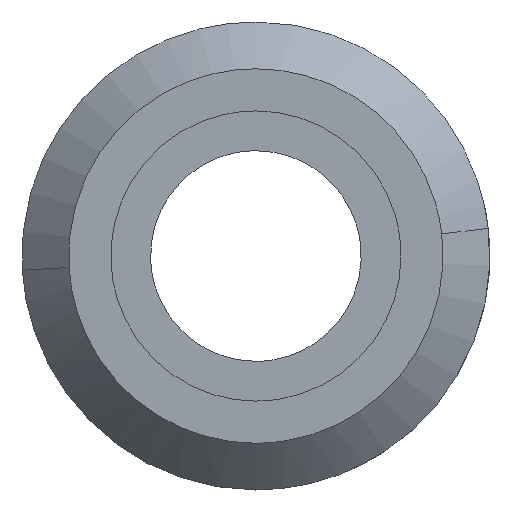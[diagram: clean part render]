
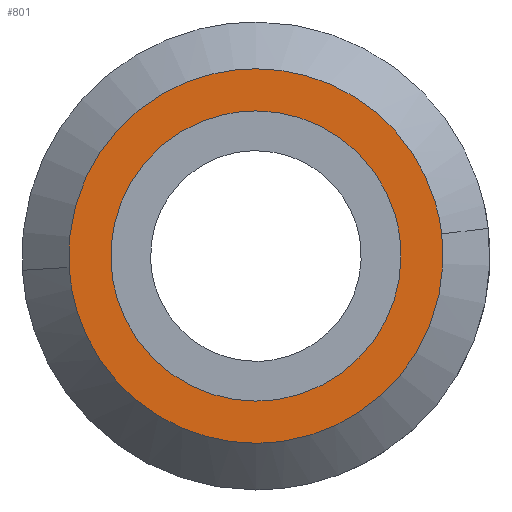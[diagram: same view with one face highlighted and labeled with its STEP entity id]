
A CAD part, front view. The second image highlights one B-rep face of the part: STEP entity #801.
In plain terms, the highlighted free-form (B-spline) face has degree [1, 1] with [2, 2] control points.
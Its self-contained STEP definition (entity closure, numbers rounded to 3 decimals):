
#491=CARTESIAN_POINT('',(-3.094,-1.0,-0.189));
#492=VERTEX_POINT('',#491);
#498=CARTESIAN_POINT('',(0.0,-1.0,-3.1));
#499=VERTEX_POINT('',#498);
#500=CARTESIAN_POINT('',(0.0,-1.0,-3.1));
#501=CARTESIAN_POINT('',(-2.916,-1.0,-3.1));
#502=CARTESIAN_POINT('',(-3.094,-1.0,-0.189));
#510=(BOUNDED_CURVE()B_SPLINE_CURVE(2,(#500,#501,#502),.UNSPECIFIED.,.F.,.U.)B_SPLINE_CURVE_WITH_KNOTS((3,3),(0.5,0.739),.UNSPECIFIED.)CURVE()GEOMETRIC_REPRESENTATION_ITEM()RATIONAL_B_SPLINE_CURVE((1.0,0.72,0.976))REPRESENTATION_ITEM(''));
#511=EDGE_CURVE('',#499,#492,#510,.T.);
#513=CARTESIAN_POINT('',(3.078,-1.0,0.366));
#514=VERTEX_POINT('',#513);
#515=CARTESIAN_POINT('',(3.078,-1.0,0.366));
#516=CARTESIAN_POINT('',(3.1,-1.0,0.184));
#517=CARTESIAN_POINT('',(3.1,-1.0,0.0));
#518=CARTESIAN_POINT('',(3.1,-1.0,-3.1));
#519=CARTESIAN_POINT('',(0.0,-1.0,-3.1));
#527=(BOUNDED_CURVE()B_SPLINE_CURVE(2,(#515,#516,#517,#518,#519),.UNSPECIFIED.,.F.,.U.)B_SPLINE_CURVE_WITH_KNOTS((3,2,3),(0.23,0.25,0.5),.UNSPECIFIED.)CURVE()GEOMETRIC_REPRESENTATION_ITEM()RATIONAL_B_SPLINE_CURVE((0.956,0.976,1.0,0.707,1.0))REPRESENTATION_ITEM(''));
#528=EDGE_CURVE('',#514,#499,#527,.T.);
#572=CARTESIAN_POINT('',(0.0,-1.0,3.1));
#573=VERTEX_POINT('',#572);
#574=CARTESIAN_POINT('',(0.0,-1.0,3.1));
#575=CARTESIAN_POINT('',(2.753,-1.0,3.1));
#576=CARTESIAN_POINT('',(3.078,-1.0,0.366));
#584=(BOUNDED_CURVE()B_SPLINE_CURVE(2,(#574,#575,#576),.UNSPECIFIED.,.F.,.U.)B_SPLINE_CURVE_WITH_KNOTS((3,3),(0.0,0.23),.UNSPECIFIED.)CURVE()GEOMETRIC_REPRESENTATION_ITEM()RATIONAL_B_SPLINE_CURVE((1.0,0.731,0.956))REPRESENTATION_ITEM(''));
#585=EDGE_CURVE('',#573,#514,#584,.T.);
#587=CARTESIAN_POINT('',(-3.094,-1.0,-0.189));
#588=CARTESIAN_POINT('',(-3.1,-1.0,-0.095));
#589=CARTESIAN_POINT('',(-3.1,-1.0,0.0));
#590=CARTESIAN_POINT('',(-3.1,-1.0,3.1));
#591=CARTESIAN_POINT('',(0.0,-1.0,3.1));
#599=(BOUNDED_CURVE()B_SPLINE_CURVE(2,(#587,#588,#589,#590,#591),.UNSPECIFIED.,.F.,.U.)B_SPLINE_CURVE_WITH_KNOTS((3,2,3),(0.739,0.75,1.0),.UNSPECIFIED.)CURVE()GEOMETRIC_REPRESENTATION_ITEM()RATIONAL_B_SPLINE_CURVE((0.976,0.988,1.0,0.707,1.0))REPRESENTATION_ITEM(''));
#600=EDGE_CURVE('',#492,#573,#599,.T.);
#643=CARTESIAN_POINT('',(3.972,-1.,0.472));
#644=VERTEX_POINT('',#643);
#645=CARTESIAN_POINT('',(0.0,-1.0,-4.0));
#646=VERTEX_POINT('',#645);
#647=CARTESIAN_POINT('',(3.972,-1.,0.472));
#648=CARTESIAN_POINT('',(4.0,-1.0,0.237));
#649=CARTESIAN_POINT('',(4.0,-1.0,0.0));
#650=CARTESIAN_POINT('',(4.,-1.0,-4.));
#651=CARTESIAN_POINT('',(0.0,-1.0,-4.0));
#659=(BOUNDED_CURVE()B_SPLINE_CURVE(2,(#647,#648,#649,#650,#651),.UNSPECIFIED.,.F.,.U.)B_SPLINE_CURVE_WITH_KNOTS((3,2,3),(0.23,0.25,0.5),.UNSPECIFIED.)CURVE()GEOMETRIC_REPRESENTATION_ITEM()RATIONAL_B_SPLINE_CURVE((0.956,0.976,1.0,0.707,1.0))REPRESENTATION_ITEM(''));
#660=EDGE_CURVE('',#644,#646,#659,.T.);
#662=CARTESIAN_POINT('',(-3.993,-1.,-0.244));
#663=VERTEX_POINT('',#662);
#664=CARTESIAN_POINT('',(0.0,-1.0,-4.0));
#665=CARTESIAN_POINT('',(-3.763,-1.0,-4.0));
#666=CARTESIAN_POINT('',(-3.993,-1.,-0.244));
#674=(BOUNDED_CURVE()B_SPLINE_CURVE(2,(#664,#665,#666),.UNSPECIFIED.,.F.,.U.)B_SPLINE_CURVE_WITH_KNOTS((3,3),(0.5,0.739),.UNSPECIFIED.)CURVE()GEOMETRIC_REPRESENTATION_ITEM()RATIONAL_B_SPLINE_CURVE((1.0,0.72,0.976))REPRESENTATION_ITEM(''));
#675=EDGE_CURVE('',#646,#663,#674,.T.);
#711=CARTESIAN_POINT('',(0.0,-1.0,4.0));
#712=VERTEX_POINT('',#711);
#713=CARTESIAN_POINT('',(0.0,-1.0,4.0));
#714=CARTESIAN_POINT('',(3.553,-1.0,4.));
#715=CARTESIAN_POINT('',(3.972,-1.,0.472));
#723=(BOUNDED_CURVE()B_SPLINE_CURVE(2,(#713,#714,#715),.UNSPECIFIED.,.F.,.U.)B_SPLINE_CURVE_WITH_KNOTS((3,3),(0.0,0.23),.UNSPECIFIED.)CURVE()GEOMETRIC_REPRESENTATION_ITEM()RATIONAL_B_SPLINE_CURVE((1.0,0.731,0.956))REPRESENTATION_ITEM(''));
#724=EDGE_CURVE('',#712,#644,#723,.T.);
#730=CARTESIAN_POINT('',(-3.993,-1.,-0.244));
#731=CARTESIAN_POINT('',(-4.,-1.0,-0.122));
#732=CARTESIAN_POINT('',(-4.0,-1.0,0.0));
#733=CARTESIAN_POINT('',(-4.,-1.0,4.));
#734=CARTESIAN_POINT('',(0.0,-1.0,4.0));
#742=(BOUNDED_CURVE()B_SPLINE_CURVE(2,(#730,#731,#732,#733,#734),.UNSPECIFIED.,.F.,.U.)B_SPLINE_CURVE_WITH_KNOTS((3,2,3),(0.739,0.75,1.0),.UNSPECIFIED.)CURVE()GEOMETRIC_REPRESENTATION_ITEM()RATIONAL_B_SPLINE_CURVE((0.976,0.988,1.0,0.707,1.0))REPRESENTATION_ITEM(''));
#743=EDGE_CURVE('',#663,#712,#742,.T.);
#784=CARTESIAN_POINT('',(-4.4,-1.0,4.4));
#785=CARTESIAN_POINT('',(-4.4,-1.0,-4.4));
#786=CARTESIAN_POINT('',(4.4,-1.0,4.4));
#787=CARTESIAN_POINT('',(4.4,-1.0,-4.4));
#788=B_SPLINE_SURFACE_WITH_KNOTS('',1,1,((#784,#786),(#785,#787)),.UNSPECIFIED.,.F.,.F.,.U.,(2,2),(2,2),(0.0,8.799),(0.0,8.799),.UNSPECIFIED.);
#789=ORIENTED_EDGE('',*,*,#743,.F.);
#790=ORIENTED_EDGE('',*,*,#675,.F.);
#791=ORIENTED_EDGE('',*,*,#660,.F.);
#792=ORIENTED_EDGE('',*,*,#724,.F.);
#793=EDGE_LOOP('',(#789,#790,#791,#792));
#794=FACE_OUTER_BOUND('',#793,.T.);
#795=ORIENTED_EDGE('',*,*,#511,.T.);
#796=ORIENTED_EDGE('',*,*,#600,.T.);
#797=ORIENTED_EDGE('',*,*,#585,.T.);
#798=ORIENTED_EDGE('',*,*,#528,.T.);
#799=EDGE_LOOP('',(#795,#796,#797,#798));
#800=FACE_BOUND('',#799,.T.);
#801=ADVANCED_FACE('',(#794,#800),#788,.T.);
